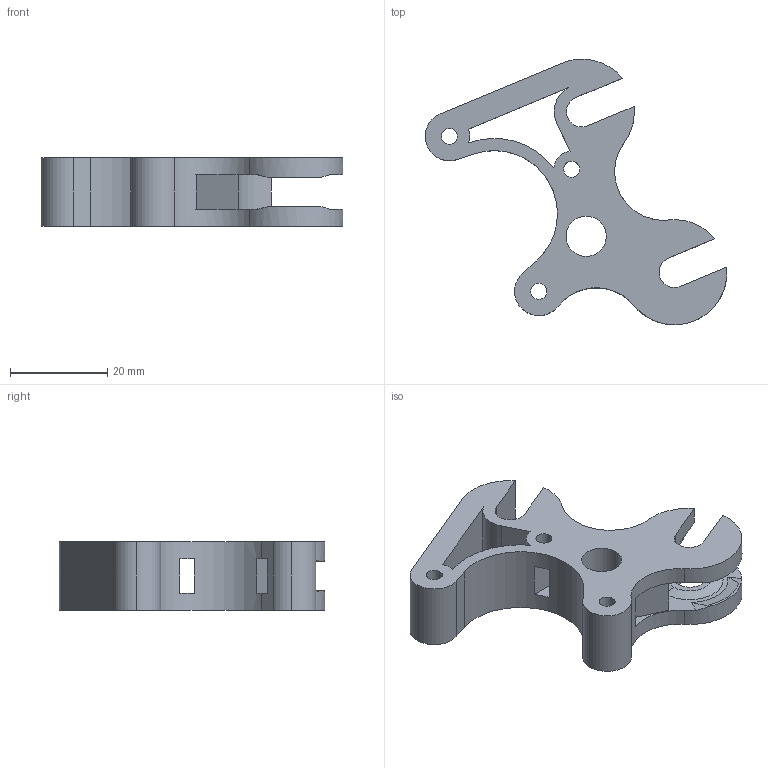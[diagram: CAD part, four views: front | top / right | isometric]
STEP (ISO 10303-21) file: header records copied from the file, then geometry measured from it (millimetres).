
FILE_DESCRIPTION (( 'STEP AP214' ), '1' );
FILE_NAME ('y-motor-bracket.STEP', '2011-11-06T14:46:19', ( 'Owner' ), ( '22ndstreetcomputers.com' ), 'SwSTEP 2.0', 'SolidWorks 2010', '' );
FILE_SCHEMA (( 'AUTOMOTIVE_DESIGN' ));
Length unit declared in the file: millimetre
Products named in the file (1): y-motor-bracket
Bounding box: 62.02 x 54.58 x 14 mm (x, y, z)
Volume: 13163.6 mm3; surface area: 8326.9 mm2
Topology: 1 solids, 1 shells, 76 faces, 222 edges, 148 vertices
Faces by surface type: cylinder 38, plane 33, cone 5
Entity records: 2636 total; most frequent: CARTESIAN_POINT 483, DIRECTION 464, ORIENTED_EDGE 444, EDGE_CURVE 222, AXIS2_PLACEMENT_3D 177, VERTEX_POINT 148, LINE 110, VECTOR 110
